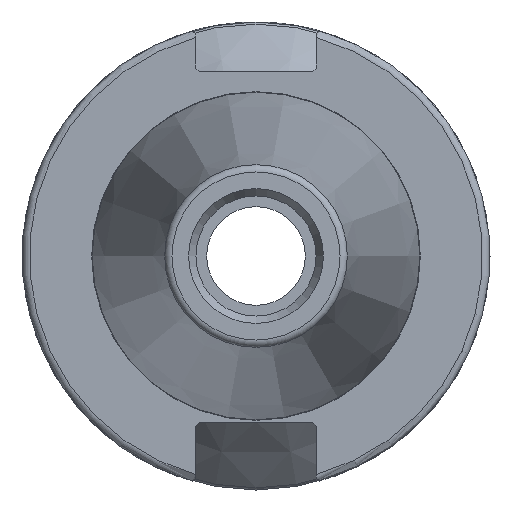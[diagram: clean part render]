
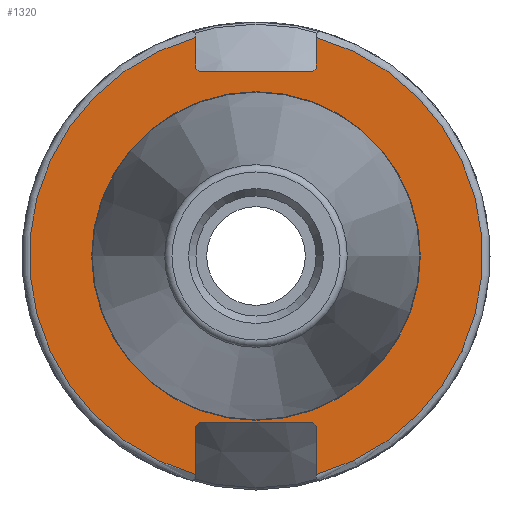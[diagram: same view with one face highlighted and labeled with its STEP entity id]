
A CAD part, left-side view. The second image highlights one B-rep face of the part: STEP entity #1320.
In plain terms, the highlighted planar face has unit normal (-1, 0, 0).
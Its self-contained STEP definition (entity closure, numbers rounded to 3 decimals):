
#38=FACE_BOUND('',#365,.T.);
#47=PLANE('',#1467);
#108=LINE('',#2289,#184);
#109=LINE('',#2291,#185);
#110=LINE('',#2293,#186);
#111=LINE('',#2295,#187);
#112=LINE('',#2297,#188);
#113=LINE('',#2301,#189);
#114=LINE('',#2303,#190);
#115=LINE('',#2305,#191);
#116=LINE('',#2307,#192);
#117=LINE('',#2308,#193);
#184=VECTOR('',#1725,10.);
#185=VECTOR('',#1726,10.);
#186=VECTOR('',#1727,10.);
#187=VECTOR('',#1728,10.);
#188=VECTOR('',#1729,10.);
#189=VECTOR('',#1732,10.);
#190=VECTOR('',#1733,10.);
#191=VECTOR('',#1734,10.);
#192=VECTOR('',#1735,10.);
#193=VECTOR('',#1736,10.);
#282=FACE_OUTER_BOUND('',#364,.T.);
#364=EDGE_LOOP('',(#1029,#1030,#1031,#1032,#1033,#1034,#1035,#1036,#1037,
#1038,#1039,#1040));
#365=EDGE_LOOP('',(#1041));
#464=CIRCLE('',#1465,22.3);
#466=CIRCLE('',#1468,30.75);
#467=CIRCLE('',#1469,30.75);
#594=VERTEX_POINT('',#2280);
#595=VERTEX_POINT('',#2285);
#596=VERTEX_POINT('',#2286);
#597=VERTEX_POINT('',#2288);
#598=VERTEX_POINT('',#2290);
#599=VERTEX_POINT('',#2292);
#600=VERTEX_POINT('',#2294);
#601=VERTEX_POINT('',#2296);
#602=VERTEX_POINT('',#2298);
#603=VERTEX_POINT('',#2300);
#604=VERTEX_POINT('',#2302);
#605=VERTEX_POINT('',#2304);
#606=VERTEX_POINT('',#2306);
#754=EDGE_CURVE('',#594,#594,#464,.T.);
#756=EDGE_CURVE('',#595,#596,#466,.T.);
#757=EDGE_CURVE('',#595,#597,#108,.T.);
#758=EDGE_CURVE('',#598,#597,#109,.T.);
#759=EDGE_CURVE('',#598,#599,#110,.T.);
#760=EDGE_CURVE('',#600,#599,#111,.T.);
#761=EDGE_CURVE('',#600,#601,#112,.T.);
#762=EDGE_CURVE('',#602,#601,#467,.T.);
#763=EDGE_CURVE('',#602,#603,#113,.T.);
#764=EDGE_CURVE('',#604,#603,#114,.T.);
#765=EDGE_CURVE('',#604,#605,#115,.T.);
#766=EDGE_CURVE('',#606,#605,#116,.T.);
#767=EDGE_CURVE('',#606,#596,#117,.T.);
#1029=ORIENTED_EDGE('',*,*,#756,.F.);
#1030=ORIENTED_EDGE('',*,*,#757,.T.);
#1031=ORIENTED_EDGE('',*,*,#758,.F.);
#1032=ORIENTED_EDGE('',*,*,#759,.T.);
#1033=ORIENTED_EDGE('',*,*,#760,.F.);
#1034=ORIENTED_EDGE('',*,*,#761,.T.);
#1035=ORIENTED_EDGE('',*,*,#762,.F.);
#1036=ORIENTED_EDGE('',*,*,#763,.T.);
#1037=ORIENTED_EDGE('',*,*,#764,.F.);
#1038=ORIENTED_EDGE('',*,*,#765,.T.);
#1039=ORIENTED_EDGE('',*,*,#766,.F.);
#1040=ORIENTED_EDGE('',*,*,#767,.T.);
#1041=ORIENTED_EDGE('',*,*,#754,.F.);
#1320=ADVANCED_FACE('',(#282,#38),#47,.T.);
#1465=AXIS2_PLACEMENT_3D('',#2282,#1717,#1718);
#1467=AXIS2_PLACEMENT_3D('',#2284,#1721,#1722);
#1468=AXIS2_PLACEMENT_3D('',#2287,#1723,#1724);
#1469=AXIS2_PLACEMENT_3D('',#2299,#1730,#1731);
#1717=DIRECTION('center_axis',(-1.,0.,0.));
#1718=DIRECTION('ref_axis',(0.,-1.,0.));
#1721=DIRECTION('center_axis',(-1.,0.,0.));
#1722=DIRECTION('ref_axis',(0.,0.,1.));
#1723=DIRECTION('center_axis',(1.,0.,0.));
#1724=DIRECTION('ref_axis',(0.,-1.,0.));
#1725=DIRECTION('',(0.,0.,-1.));
#1726=DIRECTION('',(0.,-0.707,0.707));
#1727=DIRECTION('',(0.,1.,0.));
#1728=DIRECTION('',(0.,-0.707,-0.707));
#1729=DIRECTION('',(0.,0.,1.));
#1730=DIRECTION('center_axis',(1.,0.,0.));
#1731=DIRECTION('ref_axis',(0.,1.,0.));
#1732=DIRECTION('',(0.,0.,1.));
#1733=DIRECTION('',(0.,0.707,-0.707));
#1734=DIRECTION('',(0.,-1.,0.));
#1735=DIRECTION('',(0.,0.707,0.707));
#1736=DIRECTION('',(0.,0.,-1.));
#2280=CARTESIAN_POINT('',(3.175,0.,22.3));
#2282=CARTESIAN_POINT('Origin',(3.175,0.,0.));
#2284=CARTESIAN_POINT('Origin',(3.175,31.75,0.));
#2285=CARTESIAN_POINT('',(3.175,-8.19,29.639));
#2286=CARTESIAN_POINT('',(3.175,-8.19,-29.639));
#2287=CARTESIAN_POINT('Origin',(3.175,0.,0.));
#2288=CARTESIAN_POINT('',(3.175,-8.19,25.5));
#2289=CARTESIAN_POINT('',(3.175,-8.19,12.5));
#2290=CARTESIAN_POINT('',(3.175,-7.69,25.));
#2291=CARTESIAN_POINT('',(3.175,8.295,9.015));
#2292=CARTESIAN_POINT('',(3.175,7.69,25.));
#2293=CARTESIAN_POINT('',(3.175,15.875,25.));
#2294=CARTESIAN_POINT('',(3.175,8.19,25.5));
#2295=CARTESIAN_POINT('',(3.175,7.58,24.89));
#2296=CARTESIAN_POINT('',(3.175,8.19,29.639));
#2297=CARTESIAN_POINT('',(3.175,8.19,12.5));
#2298=CARTESIAN_POINT('',(3.175,8.19,-29.639));
#2299=CARTESIAN_POINT('Origin',(3.175,0.,0.));
#2300=CARTESIAN_POINT('',(3.175,8.19,-23.1));
#2301=CARTESIAN_POINT('',(3.175,8.19,-11.3));
#2302=CARTESIAN_POINT('',(3.175,7.69,-22.6));
#2303=CARTESIAN_POINT('',(3.175,8.18,-23.09));
#2304=CARTESIAN_POINT('',(3.175,-7.69,-22.6));
#2305=CARTESIAN_POINT('',(3.175,15.875,-22.6));
#2306=CARTESIAN_POINT('',(3.175,-8.19,-23.1));
#2307=CARTESIAN_POINT('',(3.175,7.695,-7.215));
#2308=CARTESIAN_POINT('',(3.175,-8.19,-11.3));
